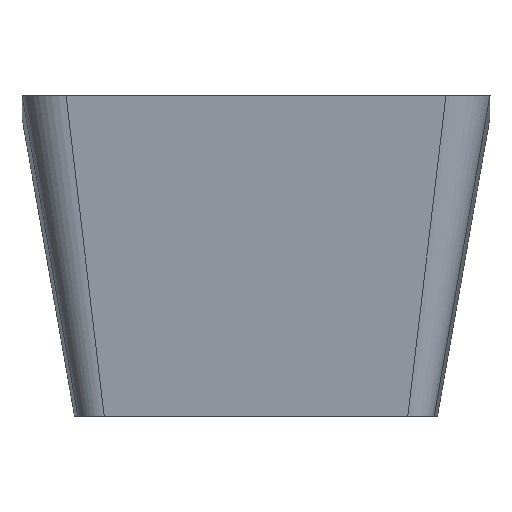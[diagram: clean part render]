
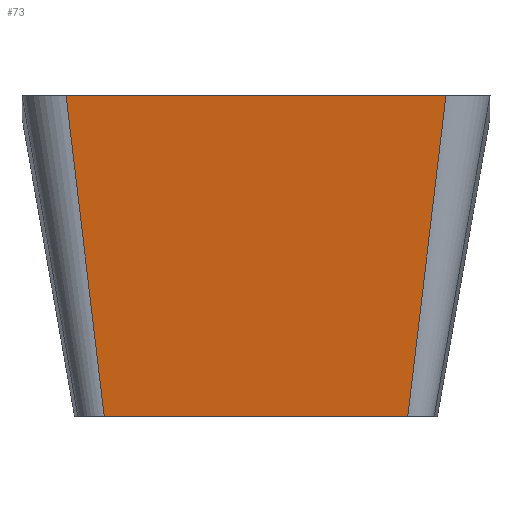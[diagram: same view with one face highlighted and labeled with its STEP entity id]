
A CAD part, front view. The second image highlights one B-rep face of the part: STEP entity #73.
In plain terms, the highlighted planar face has unit normal (0, -0.995, -0.104).
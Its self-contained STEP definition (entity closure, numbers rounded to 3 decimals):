
#43=FACE_OUTER_BOUND('',#134,.T.);
#73=ADVANCED_FACE('',(#43),#93,.T.);
#93=PLANE('',#533);
#134=EDGE_LOOP('',(#178,#179,#180,#181));
#178=ORIENTED_EDGE('',*,*,#333,.T.);
#179=ORIENTED_EDGE('',*,*,#350,.T.);
#180=ORIENTED_EDGE('',*,*,#351,.T.);
#181=ORIENTED_EDGE('',*,*,#352,.T.);
#286=VERTEX_POINT('',#798);
#287=VERTEX_POINT('',#800);
#303=VERTEX_POINT('',#880);
#304=VERTEX_POINT('',#882);
#333=EDGE_CURVE('',#287,#286,#397,.T.);
#350=EDGE_CURVE('',#286,#303,#404,.T.);
#351=EDGE_CURVE('',#303,#304,#405,.T.);
#352=EDGE_CURVE('',#304,#287,#406,.T.);
#397=LINE('',#799,#439);
#404=LINE('',#879,#446);
#405=LINE('',#881,#447);
#406=LINE('',#883,#448);
#439=VECTOR('',#560,1.);
#446=VECTOR('',#589,1.);
#447=VECTOR('',#590,1.);
#448=VECTOR('',#591,1.);
#533=AXIS2_PLACEMENT_3D('',#884,#592,#593);
#560=DIRECTION('',(1.,0.,0.));
#589=DIRECTION('',(0.118,-0.104,0.988));
#590=DIRECTION('',(-1.,0.,0.));
#591=DIRECTION('',(0.118,0.104,-0.988));
#592=DIRECTION('',(0.,-0.995,-0.105));
#593=DIRECTION('',(0.,-0.105,0.995));
#798=CARTESIAN_POINT('',(1.724,-4.967,-3.613));
#799=CARTESIAN_POINT('',(0.,-4.967,-3.613));
#800=CARTESIAN_POINT('',(-1.724,-4.967,-3.613));
#879=CARTESIAN_POINT('',(2.158,-5.35,0.028));
#880=CARTESIAN_POINT('',(2.157,-5.35,0.027));
#881=CARTESIAN_POINT('',(0.,-5.35,0.027));
#882=CARTESIAN_POINT('',(-2.157,-5.35,0.027));
#883=CARTESIAN_POINT('',(-2.158,-5.35,0.028));
#884=CARTESIAN_POINT('',(0.,-5.292,-0.528));
